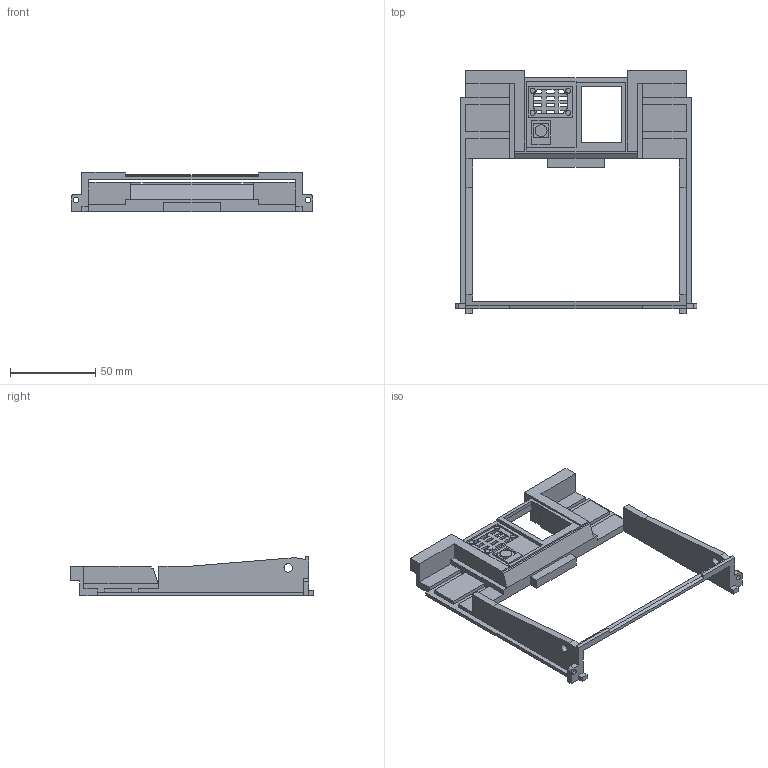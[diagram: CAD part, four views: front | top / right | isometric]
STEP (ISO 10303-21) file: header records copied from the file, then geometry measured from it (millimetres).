
FILE_DESCRIPTION (( 'STEP AP203' ), '1' );
FILE_NAME ('body-front.STEP', '2019-10-22T11:29:07', ( '' ), ( '' ), 'SwSTEP 2.0', 'SolidWorks 2013', '' );
FILE_SCHEMA (( 'CONFIG_CONTROL_DESIGN' ));
Length unit declared in the file: millimetre
Products named in the file (1): body-front
Bounding box: 141.9 x 143 x 23.15 mm (x, y, z)
Volume: 57029.4 mm3; surface area: 33372.4 mm2
Topology: 1 solids, 1 shells, 199 faces, 593 edges, 393 vertices
Faces by surface type: plane 176, cylinder 23
Entity records: 6726 total; most frequent: CARTESIAN_POINT 1186, ORIENTED_EDGE 1186, DIRECTION 1039, EDGE_CURVE 593, VECTOR 547, LINE 547, VERTEX_POINT 393, AXIS2_PLACEMENT_3D 246
